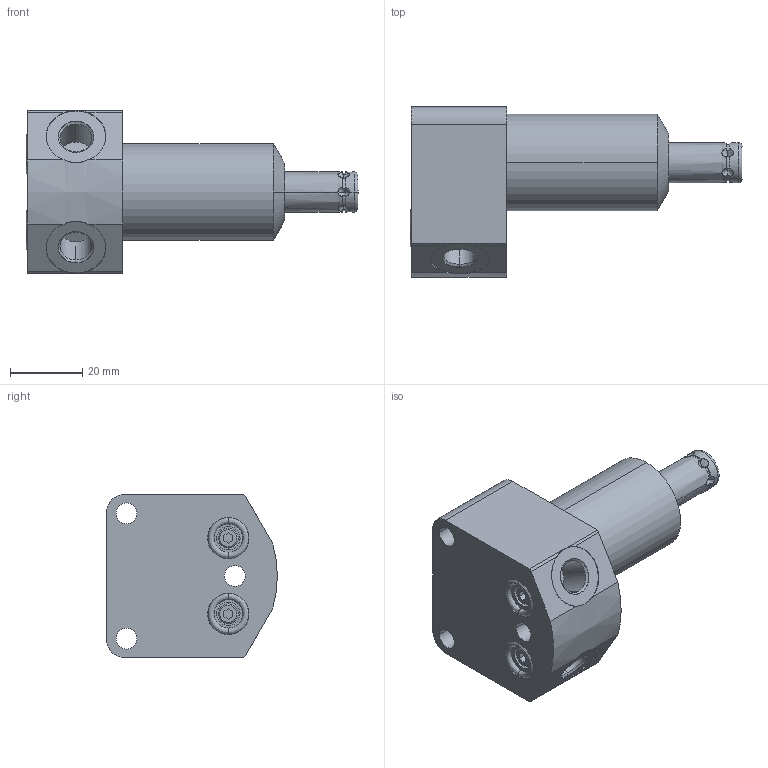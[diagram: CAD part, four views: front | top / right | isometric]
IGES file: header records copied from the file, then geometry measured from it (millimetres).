
Start section:  PTC IGES file: ilcm41420222.igs
Global section: file name: ilcm41420222.igs; native system: Pro/ENGINEER by Parametric Technology Corporation; preprocessor: 2007460; author: jdw; organization: Unknown; date: 20130401.110308; units: millimetre
Bounding box: 91.88 x 47.24 x 45.01 mm (x, y, z)
Surface area: 15524.7 mm2 (no closed solid volume)
Topology: 0 solids, 0 shells, 139 faces, 714 edges, 700 vertices
Faces by surface type: revolution 85, bspline 54
